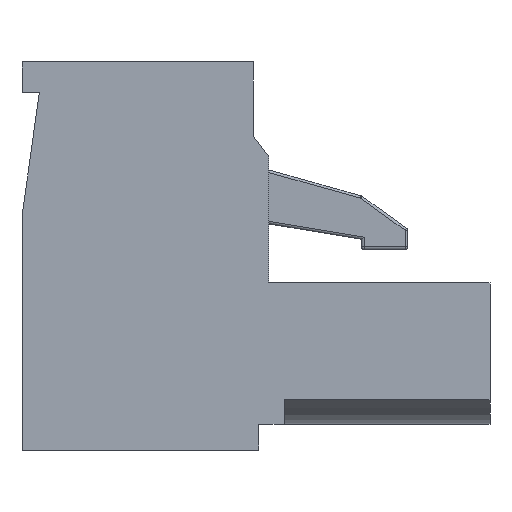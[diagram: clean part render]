
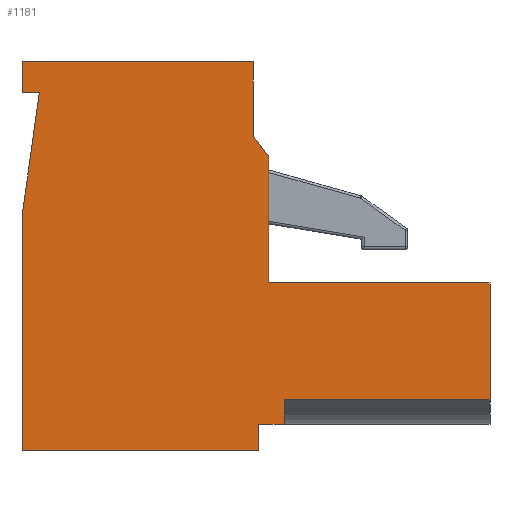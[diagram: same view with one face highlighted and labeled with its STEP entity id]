
A CAD part, left-side view. The second image highlights one B-rep face of the part: STEP entity #1181.
In plain terms, the highlighted planar face has unit normal (-1, 0, 0).
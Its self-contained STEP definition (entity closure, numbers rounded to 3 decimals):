
#1181 = ADVANCED_FACE( '', ( #2450 ), #2451, .F. );
#2450 = FACE_OUTER_BOUND( '', #3823, .T. );
#2451 = PLANE( '', #3824 );
#3823 = EDGE_LOOP( '', ( #7018, #7019, #7020, #7021, #7022, #7023, #7024, #7025, #7026, #7027, #7028, #7029, #7030, #7031, #7032 ) );
#3824 = AXIS2_PLACEMENT_3D( '', #7033, #7034, #7035 );
#7018 = ORIENTED_EDGE( '', *, *, #9305, .F. );
#7019 = ORIENTED_EDGE( '', *, *, #9334, .T. );
#7020 = ORIENTED_EDGE( '', *, *, #9274, .F. );
#7021 = ORIENTED_EDGE( '', *, *, #9576, .F. );
#7022 = ORIENTED_EDGE( '', *, *, #9549, .F. );
#7023 = ORIENTED_EDGE( '', *, *, #9391, .F. );
#7024 = ORIENTED_EDGE( '', *, *, #9502, .F. );
#7025 = ORIENTED_EDGE( '', *, *, #8505, .F. );
#7026 = ORIENTED_EDGE( '', *, *, #9578, .F. );
#7027 = ORIENTED_EDGE( '', *, *, #9521, .F. );
#7028 = ORIENTED_EDGE( '', *, *, #9229, .F. );
#7029 = ORIENTED_EDGE( '', *, *, #8407, .F. );
#7030 = ORIENTED_EDGE( '', *, *, #9568, .F. );
#7031 = ORIENTED_EDGE( '', *, *, #9579, .F. );
#7032 = ORIENTED_EDGE( '', *, *, #9580, .F. );
#7033 = CARTESIAN_POINT( '', ( -7.5, 0., 0. ) );
#7034 = DIRECTION( '', ( 1., 0., 0. ) );
#7035 = DIRECTION( '', ( 0., 0., -1. ) );
#8407 = EDGE_CURVE( '', #10086, #10088, #10089, .T. );
#8505 = EDGE_CURVE( '', #10259, #10254, #10261, .T. );
#9229 = EDGE_CURVE( '', #10088, #11392, #11394, .T. );
#9274 = EDGE_CURVE( '', #11457, #11459, #11460, .T. );
#9305 = EDGE_CURVE( '', #11501, #11503, #11504, .T. );
#9334 = EDGE_CURVE( '', #11501, #11459, #11545, .T. );
#9391 = EDGE_CURVE( '', #11617, #11618, #11619, .T. );
#9502 = EDGE_CURVE( '', #10254, #11617, #11762, .T. );
#9521 = EDGE_CURVE( '', #11392, #11790, #11791, .T. );
#9549 = EDGE_CURVE( '', #11618, #11821, #11822, .T. );
#9568 = EDGE_CURVE( '', #11844, #10086, #11846, .T. );
#9576 = EDGE_CURVE( '', #11821, #11457, #11856, .T. );
#9578 = EDGE_CURVE( '', #11790, #10259, #11858, .T. );
#9579 = EDGE_CURVE( '', #11859, #11844, #11860, .T. );
#9580 = EDGE_CURVE( '', #11503, #11859, #11861, .T. );
#10086 = VERTEX_POINT( '', #12475 );
#10088 = VERTEX_POINT( '', #12478 );
#10089 = LINE( '', #12479, #12480 );
#10254 = VERTEX_POINT( '', #12713 );
#10259 = VERTEX_POINT( '', #12720 );
#10261 = LINE( '', #12723, #12724 );
#11392 = VERTEX_POINT( '', #14351 );
#11394 = LINE( '', #14354, #14355 );
#11457 = VERTEX_POINT( '', #14453 );
#11459 = VERTEX_POINT( '', #14456 );
#11460 = LINE( '', #14457, #14458 );
#11501 = VERTEX_POINT( '', #14519 );
#11503 = VERTEX_POINT( '', #14522 );
#11504 = LINE( '', #14523, #14524 );
#11545 = LINE( '', #14584, #14585 );
#11617 = VERTEX_POINT( '', #14687 );
#11618 = VERTEX_POINT( '', #14688 );
#11619 = LINE( '', #14689, #14690 );
#11762 = LINE( '', #14894, #14895 );
#11790 = VERTEX_POINT( '', #14933 );
#11791 = LINE( '', #14934, #14935 );
#11821 = VERTEX_POINT( '', #14981 );
#11822 = LINE( '', #14982, #14983 );
#11844 = VERTEX_POINT( '', #15014 );
#11846 = LINE( '', #15017, #15018 );
#11856 = LINE( '', #15033, #15034 );
#11858 = LINE( '', #15036, #15037 );
#11859 = VERTEX_POINT( '', #15038 );
#11860 = LINE( '', #15039, #15040 );
#11861 = LINE( '', #15041, #15042 );
#12475 = CARTESIAN_POINT( '', ( -7.5, 9.6, -3.25 ) );
#12478 = CARTESIAN_POINT( '', ( -7.5, 9.6, 5.85 ) );
#12479 = CARTESIAN_POINT( '', ( -7.5, 9.6, -3.25 ) );
#12480 = VECTOR( '', #15590, 1000. );
#12713 = CARTESIAN_POINT( '', ( -7.5, 0.6, 11.85 ) );
#12720 = CARTESIAN_POINT( '', ( -7.5, 9.6, 11.85 ) );
#12723 = CARTESIAN_POINT( '', ( -7.5, 9.6, 11.85 ) );
#12724 = VECTOR( '', #15689, 1000. );
#14351 = CARTESIAN_POINT( '', ( -7.5, 8.925, 10.65 ) );
#14354 = CARTESIAN_POINT( '', ( -7.5, 10.22, 1.436 ) );
#14355 = VECTOR( '', #16468, 1000. );
#14453 = CARTESIAN_POINT( '', ( -7.5, -8.6, 3.25 ) );
#14456 = CARTESIAN_POINT( '', ( -7.5, -8.6, -1.29 ) );
#14457 = CARTESIAN_POINT( '', ( -7.5, -8.6, 3.25 ) );
#14458 = VECTOR( '', #16516, 1000. );
#14519 = CARTESIAN_POINT( '', ( -7.5, -0.6, -1.29 ) );
#14522 = CARTESIAN_POINT( '', ( -7.5, -0.6, -2.25 ) );
#14523 = CARTESIAN_POINT( '', ( -7.5, -0.6, -1.29 ) );
#14524 = VECTOR( '', #16551, 1000. );
#14584 = CARTESIAN_POINT( '', ( -7.5, -0.6, -1.29 ) );
#14585 = VECTOR( '', #16574, 1000. );
#14687 = CARTESIAN_POINT( '', ( -7.5, 0.6, 8.95 ) );
#14688 = CARTESIAN_POINT( '', ( -7.5, 0., 8.15 ) );
#14689 = CARTESIAN_POINT( '', ( -7.5, -3.912, 2.934 ) );
#14690 = VECTOR( '', #16622, 1000. );
#14894 = CARTESIAN_POINT( '', ( -7.5, 0.6, 0. ) );
#14895 = VECTOR( '', #16719, 1000. );
#14933 = CARTESIAN_POINT( '', ( -7.5, 9.6, 10.65 ) );
#14934 = CARTESIAN_POINT( '', ( -7.5, 0., 10.65 ) );
#14935 = VECTOR( '', #16736, 1000. );
#14981 = CARTESIAN_POINT( '', ( -7.5, 0., 3.25 ) );
#14982 = CARTESIAN_POINT( '', ( -7.5, 0., 11.85 ) );
#14983 = VECTOR( '', #16756, 1000. );
#15014 = CARTESIAN_POINT( '', ( -7.5, 0.4, -3.25 ) );
#15017 = CARTESIAN_POINT( '', ( -7.5, -8.6, -3.25 ) );
#15018 = VECTOR( '', #16776, 1000. );
#15033 = CARTESIAN_POINT( '', ( -7.5, 0., 3.25 ) );
#15034 = VECTOR( '', #16782, 1000. );
#15036 = CARTESIAN_POINT( '', ( -7.5, 9.6, -3.25 ) );
#15037 = VECTOR( '', #16783, 1000. );
#15038 = CARTESIAN_POINT( '', ( -7.5, 0.4, -2.25 ) );
#15039 = CARTESIAN_POINT( '', ( -7.5, 0.4, 0. ) );
#15040 = VECTOR( '', #16784, 1000. );
#15041 = CARTESIAN_POINT( '', ( -7.5, 0., -2.25 ) );
#15042 = VECTOR( '', #16785, 1000. );
#15590 = DIRECTION( '', ( 0., 0., 1. ) );
#15689 = DIRECTION( '', ( 0., -1., 0. ) );
#16468 = DIRECTION( '', ( 0., -0.139, 0.99 ) );
#16516 = DIRECTION( '', ( 0., 0., -1. ) );
#16551 = DIRECTION( '', ( 0., 0., -1. ) );
#16574 = DIRECTION( '', ( 0., -1., 0. ) );
#16622 = DIRECTION( '', ( 0., -0.6, -0.8 ) );
#16719 = DIRECTION( '', ( 0., 0., -1. ) );
#16736 = DIRECTION( '', ( 0., 1., 0. ) );
#16756 = DIRECTION( '', ( 0., 0., -1. ) );
#16776 = DIRECTION( '', ( 0., 1., 0. ) );
#16782 = DIRECTION( '', ( 0., -1., 0. ) );
#16783 = DIRECTION( '', ( 0., 0., 1. ) );
#16784 = DIRECTION( '', ( 0., 0., -1. ) );
#16785 = DIRECTION( '', ( 0., 1., 0. ) );
